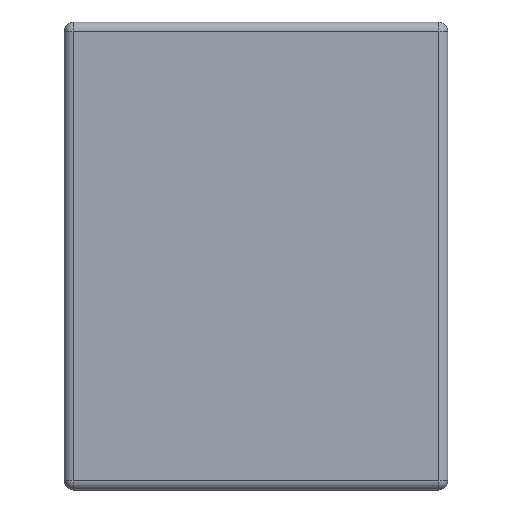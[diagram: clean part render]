
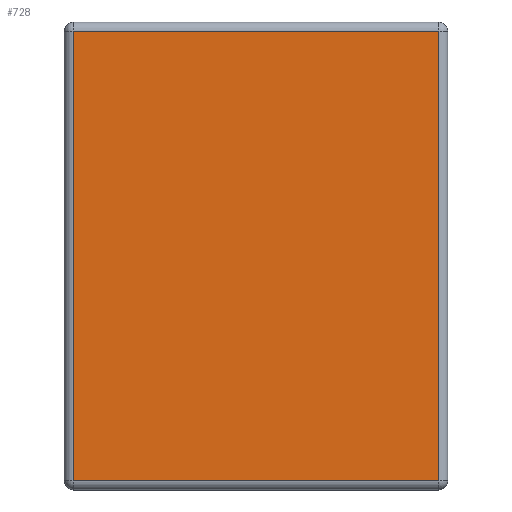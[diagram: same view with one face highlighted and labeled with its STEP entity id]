
A CAD part, left-side view. The second image highlights one B-rep face of the part: STEP entity #728.
In plain terms, the highlighted planar face has unit normal (-1, 0, 0).
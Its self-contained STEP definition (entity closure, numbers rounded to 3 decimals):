
#522 = EDGE_CURVE ( 'NONE', #735, #523, #961, .T. ) ;
#523 = VERTEX_POINT ( 'NONE', #957 ) ;
#524 = ORIENTED_EDGE ( 'NONE', *, *, #522, .T. ) ;
#526 = EDGE_CURVE ( 'NONE', #733, #735, #955, .T. ) ;
#712 = ORIENTED_EDGE ( 'NONE', *, *, #713, .T. ) ;
#713 = EDGE_CURVE ( 'NONE', #523, #732, #1581, .T. ) ;
#728 = ADVANCED_FACE ( 'NONE', ( #1649 ), #1634, .F. ) ;
#729 = EDGE_LOOP ( 'NONE', ( #730, #734, #524, #712 ) ) ;
#730 = ORIENTED_EDGE ( 'NONE', *, *, #731, .T. ) ;
#731 = EDGE_CURVE ( 'NONE', #732, #733, #1629, .T. ) ;
#732 = VERTEX_POINT ( 'NONE', #1623 ) ;
#733 = VERTEX_POINT ( 'NONE', #1625 ) ;
#734 = ORIENTED_EDGE ( 'NONE', *, *, #526, .T. ) ;
#735 = VERTEX_POINT ( 'NONE', #1624 ) ;
#952 = DIRECTION ( 'NONE',  ( 0., 0., -1. ) ) ;
#953 = VECTOR ( 'NONE', #952, 1000. ) ;
#954 = CARTESIAN_POINT ( 'NONE',  ( -1.6, 2., 1.25 ) ) ;
#955 = LINE ( 'NONE', #954, #953 ) ;
#957 = CARTESIAN_POINT ( 'NONE',  ( -1.6, 0.05, -1.2 ) ) ;
#958 = DIRECTION ( 'NONE',  ( 0., -1., 0. ) ) ;
#959 = VECTOR ( 'NONE', #958, 1000. ) ;
#960 = CARTESIAN_POINT ( 'NONE',  ( -1.6, 2.05, -1.2 ) ) ;
#961 = LINE ( 'NONE', #960, #959 ) ;
#1578 = DIRECTION ( 'NONE',  ( 0., 0., 1. ) ) ;
#1579 = VECTOR ( 'NONE', #1578, 1000. ) ;
#1580 = CARTESIAN_POINT ( 'NONE',  ( -1.6, 0.05, 1.25 ) ) ;
#1581 = LINE ( 'NONE', #1580, #1579 ) ;
#1623 = CARTESIAN_POINT ( 'NONE',  ( -1.6, 0.05, 1.2 ) ) ;
#1624 = CARTESIAN_POINT ( 'NONE',  ( -1.6, 2., -1.2 ) ) ;
#1625 = CARTESIAN_POINT ( 'NONE',  ( -1.6, 2., 1.2 ) ) ;
#1626 = DIRECTION ( 'NONE',  ( 0., 1., 0. ) ) ;
#1627 = VECTOR ( 'NONE', #1626, 1000. ) ;
#1628 = CARTESIAN_POINT ( 'NONE',  ( -1.6, 2.05, 1.2 ) ) ;
#1629 = LINE ( 'NONE', #1628, #1627 ) ;
#1630 = DIRECTION ( 'NONE',  ( 0., 0., -1. ) ) ;
#1631 = DIRECTION ( 'NONE',  ( 1., 0., 0. ) ) ;
#1632 = CARTESIAN_POINT ( 'NONE',  ( -1.6, 2.05, 1.25 ) ) ;
#1633 = AXIS2_PLACEMENT_3D ( 'NONE', #1632, #1631, #1630 ) ;
#1634 = PLANE ( 'NONE',  #1633 ) ;
#1649 = FACE_OUTER_BOUND ( 'NONE', #729, .T. ) ;
